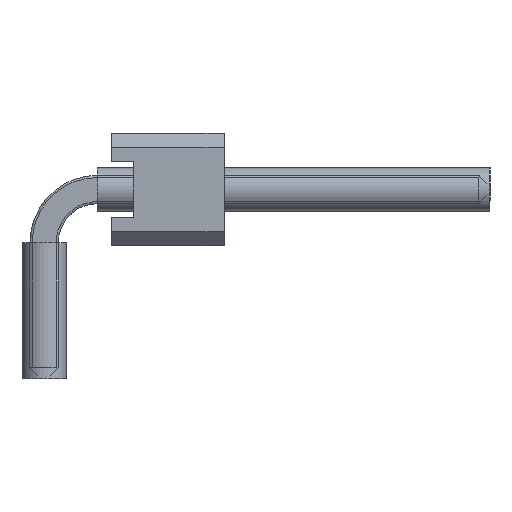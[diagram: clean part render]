
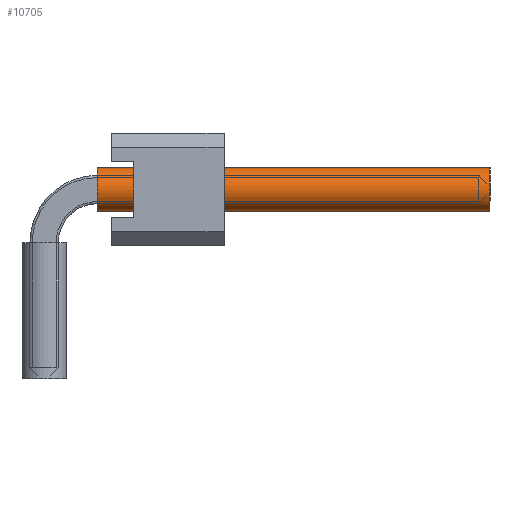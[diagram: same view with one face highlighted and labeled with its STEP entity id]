
A CAD part, left-side view. The second image highlights one B-rep face of the part: STEP entity #10705.
In plain terms, the highlighted cylindrical face has radius 0.5 mm (diameter 1 mm), a full revolution.
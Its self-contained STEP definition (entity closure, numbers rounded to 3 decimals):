
#6034=ORIENTED_EDGE('',*,*,#7560,.F.);
#6035=ORIENTED_EDGE('',*,*,#7561,.T.);
#7560=EDGE_CURVE('',#8576,#8576,#8868,.T.);
#7561=EDGE_CURVE('',#8577,#8577,#8869,.T.);
#8576=VERTEX_POINT('',#17602);
#8577=VERTEX_POINT('',#17604);
#8868=CIRCLE('',#11571,0.5);
#8869=CIRCLE('',#11572,0.5);
#9454=EDGE_LOOP('',(#6034));
#9455=EDGE_LOOP('',(#6035));
#10040=FACE_BOUND('',#9454,.T.);
#10041=FACE_BOUND('',#9455,.T.);
#10189=CYLINDRICAL_SURFACE('',#11570,0.5);
#10705=ADVANCED_FACE('',(#10040,#10041),#10189,.F.);
#11570=AXIS2_PLACEMENT_3D('',#17600,#14471,#14472);
#11571=AXIS2_PLACEMENT_3D('',#17601,#14473,#14474);
#11572=AXIS2_PLACEMENT_3D('',#17603,#14475,#14476);
#14471=DIRECTION('',(1.,0.,0.));
#14472=DIRECTION('',(0.,0.,-1.));
#14473=DIRECTION('',(-1.,0.,0.));
#14474=DIRECTION('',(0.,0.,1.));
#14475=DIRECTION('',(-1.,0.,0.));
#14476=DIRECTION('',(0.,0.,1.));
#17600=CARTESIAN_POINT('',(1.2,0.,4.27));
#17601=CARTESIAN_POINT('',(10.06,0.,4.27));
#17602=CARTESIAN_POINT('',(10.06,0.,4.77));
#17603=CARTESIAN_POINT('',(1.2,0.,4.27));
#17604=CARTESIAN_POINT('',(1.2,0.,4.77));
